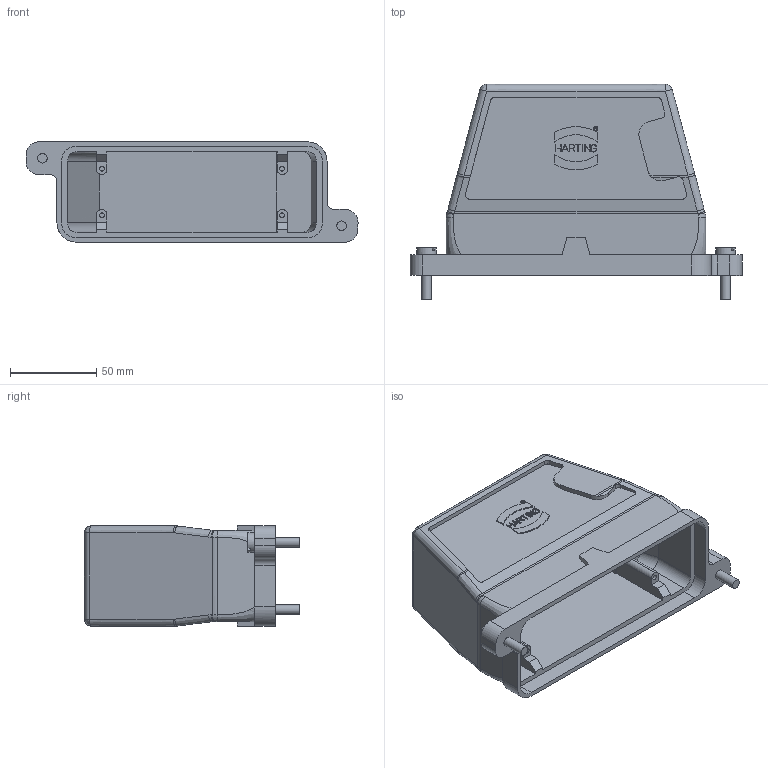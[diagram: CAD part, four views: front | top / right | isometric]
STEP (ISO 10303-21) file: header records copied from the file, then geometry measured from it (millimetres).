
FILE_DESCRIPTION(/* description */ (''),/* implementation_level */ '2;1');
FILE_NAME(/* name */ '100095247ugm000_b.stp',/* time_stamp */ '2017-11-03T10:46:09+01:00',/* author */ (''),/* organization */ (''),/* preprocessor_version */ 'ST-DEVELOPER v16',/* originating_system */ 'SIEMENS PLM Software NX 10.0',/* authorisation */ '');
FILE_SCHEMA (('AUTOMOTIVE_DESIGN { 1 0 10303 214 3 1 1 1 }'));
Length unit declared in the file: millimetre
Products named in the file (1): 100095247ugm000_b
Bounding box: 192 x 124.5 x 58 mm (x, y, z)
Volume: 222222.8 mm3; surface area: 102713.9 mm2
Topology: 1 solids, 1 shells, 321 faces, 844 edges, 551 vertices
Faces by surface type: plane 205, cylinder 81, bspline 35
Full cylindrical faces by diameter (mm): 2.375 x1, 2.625 x1, 2.8 x4, 5.5 x1, 11.3 x2, 30.6 x1, 48.6 x1
Entity records: 11073 total; most frequent: CARTESIAN_POINT 2583, ORIENTED_EDGE 1654, DIRECTION 1496, EDGE_CURVE 827, LINE 556, VECTOR 556, VERTEX_POINT 546, AXIS2_PLACEMENT_3D 470
